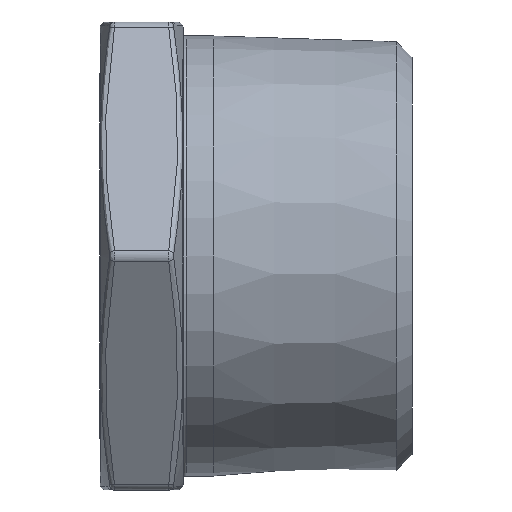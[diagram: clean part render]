
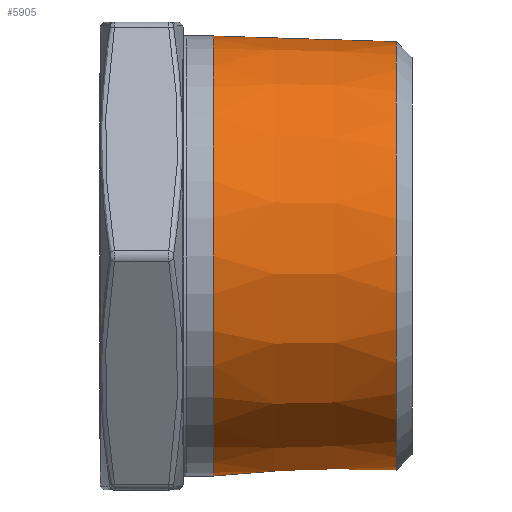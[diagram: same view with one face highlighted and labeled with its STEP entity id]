
A CAD part, front view. The second image highlights one B-rep face of the part: STEP entity #5905.
In plain terms, the highlighted conical face has half-angle 1.79 degrees and reference radius 20.955 mm.
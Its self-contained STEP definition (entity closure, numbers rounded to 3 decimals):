
#176 = DIRECTION ( 'NONE',  ( -1., 0., 0. ) ) ;
#1311 = DIRECTION ( 'NONE',  ( 0., 0., 1. ) ) ;
#1403 = AXIS2_PLACEMENT_3D ( 'NONE', #12276, #176, #11481 ) ;
#1583 = VERTEX_POINT ( 'NONE', #13736 ) ;
#1656 = EDGE_CURVE ( 'NONE', #4985, #4985, #9387, .T. ) ;
#2609 = CONICAL_SURFACE ( 'NONE', #13700, 20.955, 0.031 ) ;
#3065 = CARTESIAN_POINT ( 'NONE',  ( 28.473, 0., 0. ) ) ;
#4368 = DIRECTION ( 'NONE',  ( 0., 0., 1. ) ) ;
#4985 = VERTEX_POINT ( 'NONE', #11502 ) ;
#5905 = ADVANCED_FACE ( 'NONE', ( #7000, #6789 ), #2609, .T. ) ;
#6634 = EDGE_LOOP ( 'NONE', ( #7483 ) ) ;
#6789 = FACE_OUTER_BOUND ( 'NONE', #14009, .T. ) ;
#7000 = FACE_BOUND ( 'NONE', #6634, .T. ) ;
#7483 = ORIENTED_EDGE ( 'NONE', *, *, #1656, .T. ) ;
#7877 = DIRECTION ( 'NONE',  ( -1., 0., 0. ) ) ;
#9387 = CIRCLE ( 'NONE', #12860, 20.606 ) ;
#11395 = ORIENTED_EDGE ( 'NONE', *, *, #13691, .F. ) ;
#11481 = DIRECTION ( 'NONE',  ( 0., 0., 1. ) ) ;
#11502 = CARTESIAN_POINT ( 'NONE',  ( 28.473, 0., 20.606 ) ) ;
#11511 = CARTESIAN_POINT ( 'NONE',  ( 17.3, 0., 0. ) ) ;
#12259 = CIRCLE ( 'NONE', #1403, 21.155 ) ;
#12276 = CARTESIAN_POINT ( 'NONE',  ( 10.9, 0., 0. ) ) ;
#12860 = AXIS2_PLACEMENT_3D ( 'NONE', #3065, #13068, #4368 ) ;
#13068 = DIRECTION ( 'NONE',  ( -1., 0., 0. ) ) ;
#13691 = EDGE_CURVE ( 'NONE', #1583, #1583, #12259, .T. ) ;
#13700 = AXIS2_PLACEMENT_3D ( 'NONE', #11511, #7877, #1311 ) ;
#13736 = CARTESIAN_POINT ( 'NONE',  ( 10.9, 0., 21.155 ) ) ;
#14009 = EDGE_LOOP ( 'NONE', ( #11395 ) ) ;
